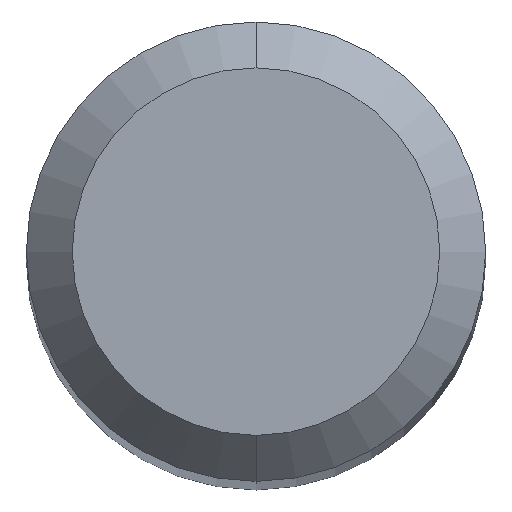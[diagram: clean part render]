
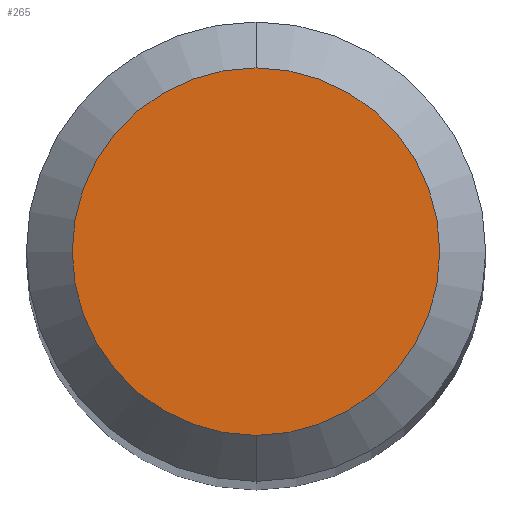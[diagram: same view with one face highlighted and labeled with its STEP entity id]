
A CAD part, top view. The second image highlights one B-rep face of the part: STEP entity #265.
In plain terms, the highlighted planar face has unit normal (0, 0, 1).
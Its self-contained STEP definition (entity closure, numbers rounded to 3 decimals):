
#177=EDGE_CURVE('',#225,#255,#469,.T.);
#225=VERTEX_POINT('',#520);
#255=VERTEX_POINT('',#555);
#265=ADVANCED_FACE('',(#565),#566,.T.);
#295=EDGE_CURVE('',#255,#225,#597,.T.);
#469=CIRCLE('',#784,1.2);
#520=CARTESIAN_POINT('',(0.0,1.2,31.363));
#555=CARTESIAN_POINT('',(0.,-1.2,31.363));
#565=FACE_OUTER_BOUND('',#995,.T.);
#566=PLANE('',#996);
#597=CIRCLE('',#1100,1.2);
#784=AXIS2_PLACEMENT_3D('',#1445,#1446,#1447);
#995=EDGE_LOOP('',(#1540,#1541));
#996=AXIS2_PLACEMENT_3D('',#1542,#1543,#1544);
#1100=AXIS2_PLACEMENT_3D('',#1562,#1563,#1564);
#1445=CARTESIAN_POINT('',(0.0,0.0,31.363));
#1446=DIRECTION('',(0.0,0.0,-1.0));
#1447=DIRECTION('',(0.0,1.0,0.0));
#1540=ORIENTED_EDGE('',*,*,#177,.F.);
#1541=ORIENTED_EDGE('',*,*,#295,.F.);
#1542=CARTESIAN_POINT('',(0.0,0.6,31.363));
#1543=DIRECTION('',(-0.0,0.0,1.0));
#1544=DIRECTION('',(0.0,-1.0,0.0));
#1562=CARTESIAN_POINT('',(0.0,0.0,31.363));
#1563=DIRECTION('',(0.0,0.0,-1.0));
#1564=DIRECTION('',(0.0,1.0,0.0));
